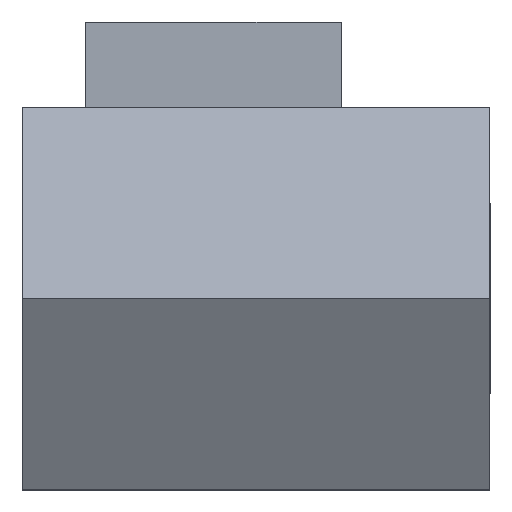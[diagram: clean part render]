
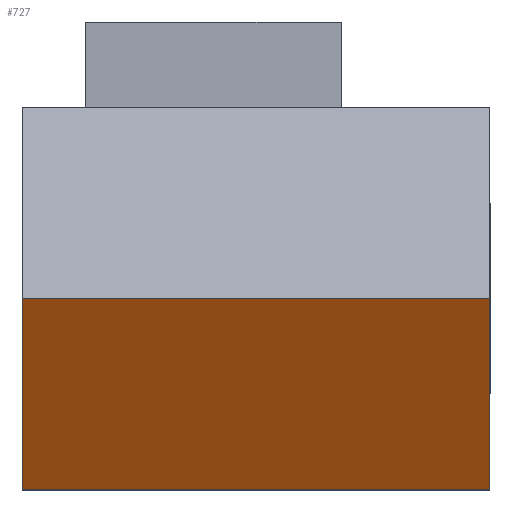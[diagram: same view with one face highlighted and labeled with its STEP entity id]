
A CAD part, left-side view. The second image highlights one B-rep face of the part: STEP entity #727.
In plain terms, the highlighted planar face has unit normal (-0.866, 0, -0.5).
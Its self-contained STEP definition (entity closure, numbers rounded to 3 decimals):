
#138 = VERTEX_POINT ( 'NONE', #4242 ) ;
#164 = ORIENTED_EDGE ( 'NONE', *, *, #10150, .F. ) ;
#353 = CARTESIAN_POINT ( 'NONE',  ( -25.981, 55., -45. ) ) ;
#574 = DIRECTION ( 'NONE',  ( 0.866, 0., 0.5 ) ) ;
#727 = ADVANCED_FACE ( 'NONE', ( #4296 ), #5544, .F. ) ;
#1034 = ORIENTED_EDGE ( 'NONE', *, *, #6579, .F. ) ;
#1506 = EDGE_LOOP ( 'NONE', ( #7380, #164, #1034, #2352 ) ) ;
#1564 = VERTEX_POINT ( 'NONE', #7114 ) ;
#2141 = VERTEX_POINT ( 'NONE', #2921 ) ;
#2352 = ORIENTED_EDGE ( 'NONE', *, *, #7677, .T. ) ;
#2374 = LINE ( 'NONE', #6883, #8276 ) ;
#2462 = CARTESIAN_POINT ( 'NONE',  ( -25.981, 55., -45. ) ) ;
#2527 = VECTOR ( 'NONE', #5332, 1000. ) ;
#2709 = DIRECTION ( 'NONE',  ( 0., -1., 0. ) ) ;
#2921 = CARTESIAN_POINT ( 'NONE',  ( -25.981, 55., -45. ) ) ;
#3126 = CARTESIAN_POINT ( 'NONE',  ( -25.981, -55., -45. ) ) ;
#3220 = CARTESIAN_POINT ( 'NONE',  ( -51.962, -55., 0. ) ) ;
#3337 = LINE ( 'NONE', #3126, #9735 ) ;
#3652 = VERTEX_POINT ( 'NONE', #3220 ) ;
#3973 = DIRECTION ( 'NONE',  ( -0.5, 0., 0.866 ) ) ;
#4242 = CARTESIAN_POINT ( 'NONE',  ( -25.981, -55., -45. ) ) ;
#4296 = FACE_OUTER_BOUND ( 'NONE', #1506, .T. ) ;
#5073 = EDGE_CURVE ( 'NONE', #138, #3652, #3337, .T. ) ;
#5171 = LINE ( 'NONE', #2462, #9602 ) ;
#5332 = DIRECTION ( 'NONE',  ( 0., -1., 0. ) ) ;
#5544 = PLANE ( 'NONE',  #7260 ) ;
#6405 = DIRECTION ( 'NONE',  ( 0.5, 0., -0.866 ) ) ;
#6579 = EDGE_CURVE ( 'NONE', #2141, #1564, #5171, .T. ) ;
#6883 = CARTESIAN_POINT ( 'NONE',  ( -51.962, 55., 0. ) ) ;
#7114 = CARTESIAN_POINT ( 'NONE',  ( -51.962, 55., 0. ) ) ;
#7260 = AXIS2_PLACEMENT_3D ( 'NONE', #8872, #574, #6405 ) ;
#7380 = ORIENTED_EDGE ( 'NONE', *, *, #5073, .T. ) ;
#7677 = EDGE_CURVE ( 'NONE', #2141, #138, #9183, .T. ) ;
#8276 = VECTOR ( 'NONE', #2709, 1000. ) ;
#8319 = DIRECTION ( 'NONE',  ( -0.5, 0., 0.866 ) ) ;
#8872 = CARTESIAN_POINT ( 'NONE',  ( -25.981, 55., -45. ) ) ;
#9183 = LINE ( 'NONE', #353, #2527 ) ;
#9602 = VECTOR ( 'NONE', #8319, 1000. ) ;
#9735 = VECTOR ( 'NONE', #3973, 1000. ) ;
#10150 = EDGE_CURVE ( 'NONE', #1564, #3652, #2374, .T. ) ;
